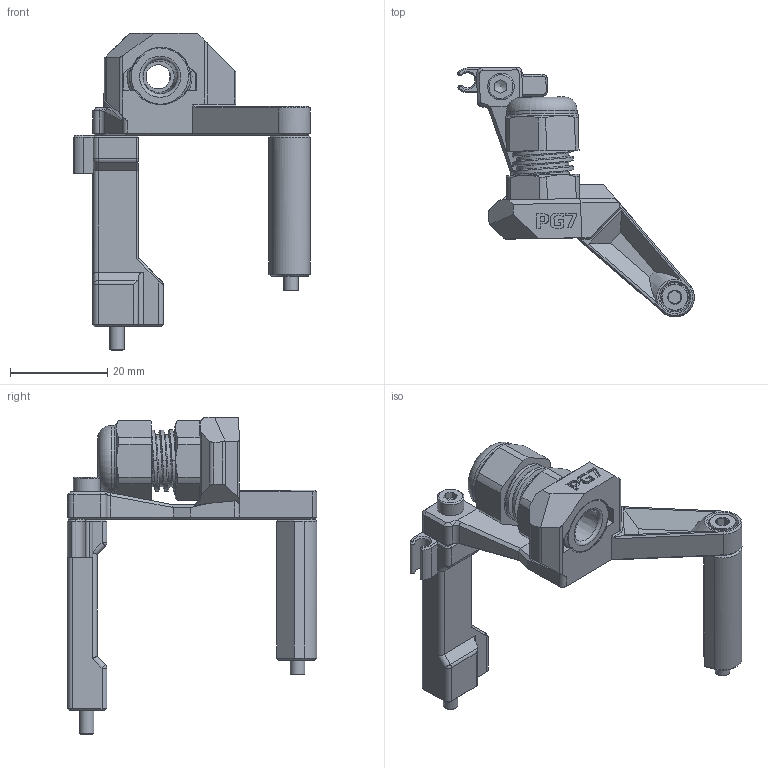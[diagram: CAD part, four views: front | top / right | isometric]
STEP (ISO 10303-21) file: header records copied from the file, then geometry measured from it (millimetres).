
FILE_DESCRIPTION(/* description */ (''),/* implementation_level */ '2;1');
FILE_NAME(/* name */ 'G2E_Umbilical.step',/* time_stamp */ '2024-03-06T16:34:38-08:00',/* author */ (''),/* organization */ (''),/* preprocessor_version */ 'ST-DEVELOPER v20',/* originating_system */ 'Autodesk Translation Framework v12.20.1.177',/* authorisation */ '');
FILE_SCHEMA (('AUTOMOTIVE_DESIGN { 1 0 10303 214 3 1 1 }'));
Length unit declared in the file: millimetre
Products named in the file (9): G2E_Umbilical; Hardware; M3x35 SHCS; PG7_Gland; M3x50 SHCS (1); Printed_Parts; bottom_spacer; top_spacer; PG7_Mount
Assembly tree (8 placements, depth 3):
  G2E_Umbilical
    Hardware
      M3x35 SHCS
      PG7_Gland
      M3x50 SHCS (1)
    Printed_Parts
      bottom_spacer
      top_spacer
      PG7_Mount
Bounding box: 48.69 x 51.4 x 65.4 mm (x, y, z)
Volume: 12306.2 mm3; surface area: 11388.6 mm2
Topology: 9 solids, 9 shells, 450 faces, 1187 edges, 767 vertices
Faces by surface type: plane 196, cylinder 98, bspline 79, cone 66, torus 9, sphere 2
Full cylindrical faces by diameter (mm): 3 x2, 3.4 x2, 3.6 x1, 5 x1, 5.5 x2, 6 x1, 6.5 x2, 8.547 x2, 10.595 x2, 12.5 x4, 14.5 x1
Entity records: 32561 total; most frequent: CARTESIAN_POINT 21913, ORIENTED_EDGE 2372, DIRECTION 1839, EDGE_CURVE 1186, VERTEX_POINT 767, AXIS2_PLACEMENT_3D 620, LINE 599, VECTOR 599
